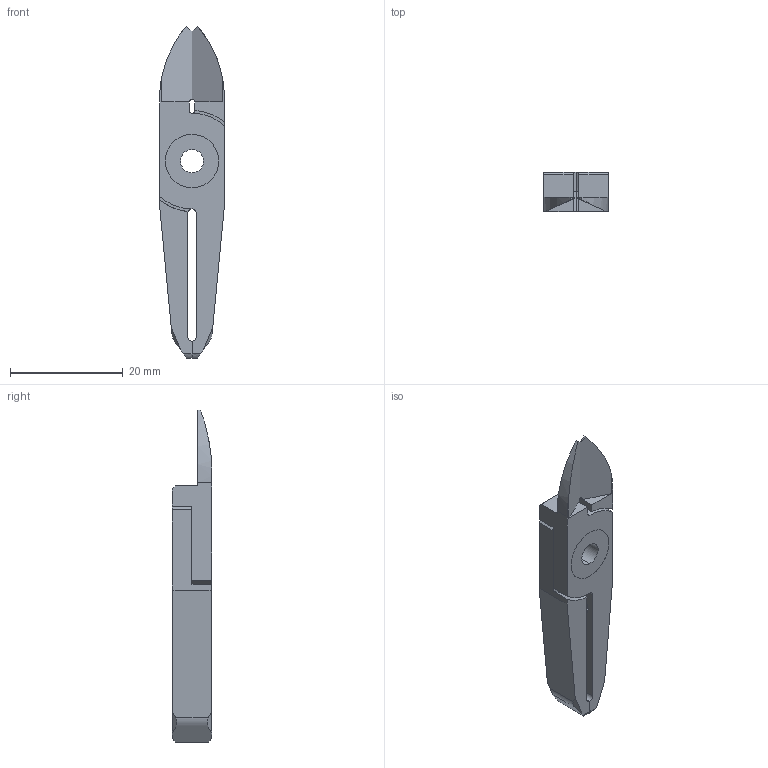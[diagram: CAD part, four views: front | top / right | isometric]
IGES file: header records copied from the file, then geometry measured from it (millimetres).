
Start section: SolidWorks IGES file using NURBS representation for surfaces
Global section: file name: NT03AJY.IGS; native system: SolidWorks 2018; preprocessor: SolidWorks 2018; author: k_ino; date: 190109.160651; units: millimetre
Bounding box: 11.5 x 7 x 59 mm (x, y, z)
Volume: 2780.8 mm3; surface area: 3173 mm2
Topology: 3 solids, 3 shells, 95 faces, 293 edges, 202 vertices
Faces by surface type: bspline 95
